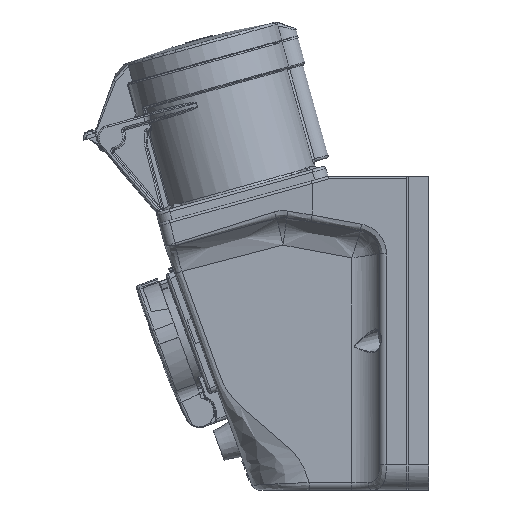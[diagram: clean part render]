
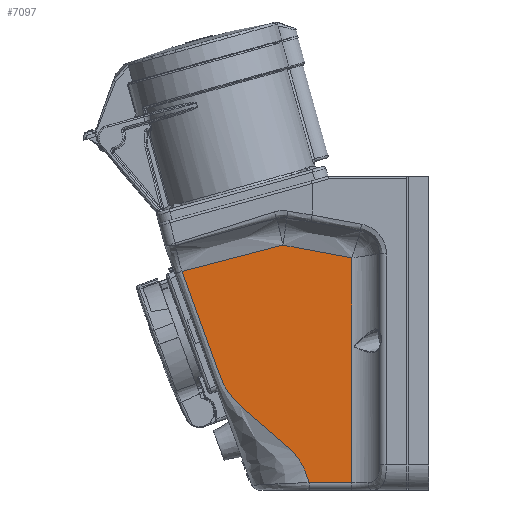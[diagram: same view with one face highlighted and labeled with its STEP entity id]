
A CAD part, left-side view. The second image highlights one B-rep face of the part: STEP entity #7097.
In plain terms, the highlighted planar face has unit normal (-1, 0.009, 0).
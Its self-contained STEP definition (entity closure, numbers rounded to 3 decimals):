
#607 = DIRECTION ( 'NONE',  ( 0., 0., 1. ) ) ;
#2126 = CARTESIAN_POINT ( 'NONE',  ( -30.312, 39.775, -30.805 ) ) ;
#4062 = CARTESIAN_POINT ( 'NONE',  ( -30.395, 30.63, -32.481 ) ) ;
#4666 = EDGE_CURVE ( 'NONE', #103690, #7245, #6073, .T. ) ;
#6042 = CARTESIAN_POINT ( 'NONE',  ( -30.147, 58.054, -27.388 ) ) ;
#6073 = B_SPLINE_CURVE_WITH_KNOTS ( 'NONE', 3,
 ( #46556, #22426, #82968, #30081 ),
 .UNSPECIFIED., .F., .F.,
 ( 4, 4 ),
 ( 0., 0.042 ),
 .UNSPECIFIED. ) ;
#7097 = ADVANCED_FACE ( 'NONE', ( #80193 ), #90174, .T. ) ;
#7245 = VERTEX_POINT ( 'NONE', #102972 ) ;
#9664 = DIRECTION ( 'NONE',  ( -1., 0.009, 0. ) ) ;
#10394 = B_SPLINE_CURVE_WITH_KNOTS ( 'NONE', 3,
 ( #65934, #102330, #21288, #23019, #30680, #58821, #57107, #65368, #102898, #38343 ),
 .UNSPECIFIED., .F., .F.,
 ( 4, 3, 3, 4 ),
 ( 0., 0.153, 0.307, 0.323 ),
 .UNSPECIFIED. ) ;
#16481 = ORIENTED_EDGE ( 'NONE', *, *, #4666, .T. ) ;
#21288 = CARTESIAN_POINT ( 'NONE',  ( -29.878, 87.805, -66.544 ) ) ;
#22426 = CARTESIAN_POINT ( 'NONE',  ( -30.026, 71.44, -30.922 ) ) ;
#23019 = CARTESIAN_POINT ( 'NONE',  ( -29.926, 82.58, -80.899 ) ) ;
#30081 = CARTESIAN_POINT ( 'NONE',  ( -29.784, 98.254, -37.834 ) ) ;
#30680 = CARTESIAN_POINT ( 'NONE',  ( -29.973, 77.355, -95.254 ) ) ;
#32370 = LINE ( 'NONE', #105795, #70052 ) ;
#33537 = DIRECTION ( 'NONE',  ( -0.009, -1., 0. ) ) ;
#33725 = VERTEX_POINT ( 'NONE', #74792 ) ;
#38343 = CARTESIAN_POINT ( 'NONE',  ( -30.242, 47.573, -122. ) ) ;
#39183 = EDGE_CURVE ( 'NONE', #85038, #103690, #46977, .T. ) ;
#45839 = VECTOR ( 'NONE', #607, 1000. ) ;
#46556 = CARTESIAN_POINT ( 'NONE',  ( -30.147, 58.054, -27.388 ) ) ;
#46977 = B_SPLINE_CURVE_WITH_KNOTS ( 'NONE', 3,
 ( #73836, #2126, #54477, #107940 ),
 .UNSPECIFIED., .F., .F.,
 ( 4, 4 ),
 ( 0., 0.028 ),
 .UNSPECIFIED. ) ;
#54477 = CARTESIAN_POINT ( 'NONE',  ( -30.23, 48.916, -29.108 ) ) ;
#57107 = CARTESIAN_POINT ( 'NONE',  ( -30.227, 49.203, -117.521 ) ) ;
#58821 = CARTESIAN_POINT ( 'NONE',  ( -30.18, 54.428, -103.166 ) ) ;
#58944 = ORIENTED_EDGE ( 'NONE', *, *, #39183, .T. ) ;
#62550 = CARTESIAN_POINT ( 'NONE',  ( -30.5, 19., -22.5 ) ) ;
#65368 = CARTESIAN_POINT ( 'NONE',  ( -30.232, 48.66, -119.014 ) ) ;
#65837 = ORIENTED_EDGE ( 'NONE', *, *, #71775, .T. ) ;
#65934 = CARTESIAN_POINT ( 'NONE',  ( -29.784, 98.254, -37.834 ) ) ;
#66027 = AXIS2_PLACEMENT_3D ( 'NONE', #62550, #9664, #98410 ) ;
#70052 = VECTOR ( 'NONE', #33537, 1000. ) ;
#71775 = EDGE_CURVE ( 'NONE', #82324, #85038, #92252, .T. ) ;
#73154 = EDGE_CURVE ( 'NONE', #7245, #33725, #10394, .T. ) ;
#73836 = CARTESIAN_POINT ( 'NONE',  ( -30.395, 30.63, -32.481 ) ) ;
#74792 = CARTESIAN_POINT ( 'NONE',  ( -30.242, 47.573, -122. ) ) ;
#80193 = FACE_OUTER_BOUND ( 'NONE', #90725, .T. ) ;
#82288 = CARTESIAN_POINT ( 'NONE',  ( -30.395, 30.63, -22.5 ) ) ;
#82324 = VERTEX_POINT ( 'NONE', #92264 ) ;
#82968 = CARTESIAN_POINT ( 'NONE',  ( -29.905, 84.84, -34.407 ) ) ;
#85038 = VERTEX_POINT ( 'NONE', #4062 ) ;
#87559 = EDGE_CURVE ( 'NONE', #33725, #82324, #32370, .T. ) ;
#88102 = ORIENTED_EDGE ( 'NONE', *, *, #87559, .T. ) ;
#90174 = PLANE ( 'NONE',  #66027 ) ;
#90725 = EDGE_LOOP ( 'NONE', ( #114401, #88102, #65837, #58944, #16481 ) ) ;
#92252 = LINE ( 'NONE', #82288, #45839 ) ;
#92264 = CARTESIAN_POINT ( 'NONE',  ( -30.395, 30.63, -122. ) ) ;
#98410 = DIRECTION ( 'NONE',  ( 0., 0., 1. ) ) ;
#102330 = CARTESIAN_POINT ( 'NONE',  ( -29.831, 93.03, -52.189 ) ) ;
#102898 = CARTESIAN_POINT ( 'NONE',  ( -30.237, 48.116, -120.507 ) ) ;
#102972 = CARTESIAN_POINT ( 'NONE',  ( -29.784, 98.254, -37.834 ) ) ;
#103690 = VERTEX_POINT ( 'NONE', #6042 ) ;
#105795 = CARTESIAN_POINT ( 'NONE',  ( -30.5, 19., -122. ) ) ;
#107940 = CARTESIAN_POINT ( 'NONE',  ( -30.147, 58.054, -27.388 ) ) ;
#114401 = ORIENTED_EDGE ( 'NONE', *, *, #73154, .T. ) ;
